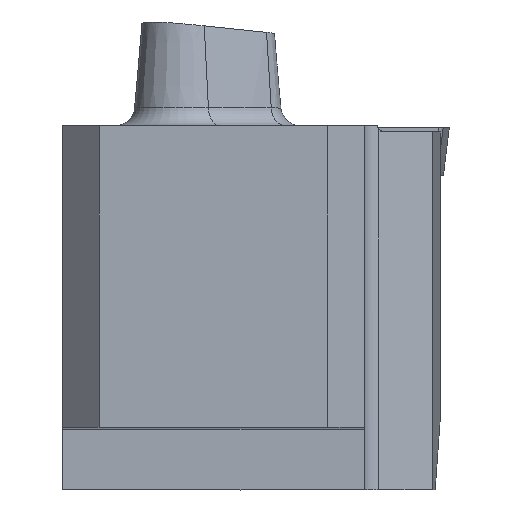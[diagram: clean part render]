
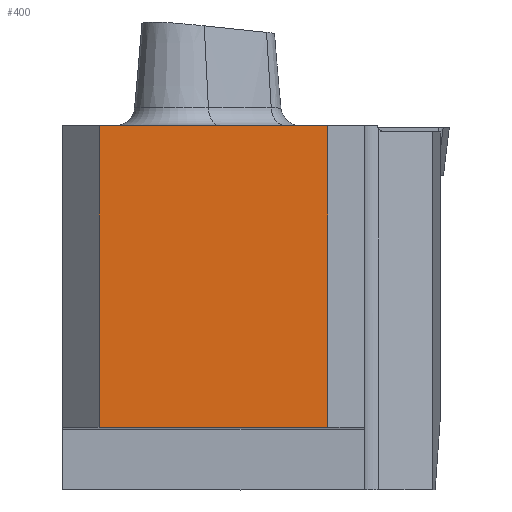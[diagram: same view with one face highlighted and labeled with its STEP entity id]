
A CAD part, top view. The second image highlights one B-rep face of the part: STEP entity #400.
In plain terms, the highlighted planar face has unit normal (0, 0, 1).
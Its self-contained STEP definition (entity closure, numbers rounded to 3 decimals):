
#400=ADVANCED_FACE('CU_BACK_SU1',(#576),#508,.F.);
#508=PLANE('',#2272);
#576=FACE_OUTER_BOUND('',#675,.T.);
#675=EDGE_LOOP('',(#951,#952,#953,#954));
#951=ORIENTED_EDGE('',*,*,#1690,.F.);
#952=ORIENTED_EDGE('',*,*,#1691,.F.);
#953=ORIENTED_EDGE('',*,*,#1692,.T.);
#954=ORIENTED_EDGE('',*,*,#1688,.T.);
#1461=VERTEX_POINT('',#3443);
#1462=VERTEX_POINT('',#3445);
#1463=VERTEX_POINT('',#3449);
#1464=VERTEX_POINT('',#3451);
#1688=EDGE_CURVE('',#1462,#1461,#1926,.T.);
#1690=EDGE_CURVE('',#1463,#1461,#1928,.T.);
#1691=EDGE_CURVE('',#1464,#1463,#1929,.T.);
#1692=EDGE_CURVE('',#1464,#1462,#1930,.T.);
#1926=LINE('',#3444,#2066);
#1928=LINE('',#3448,#2068);
#1929=LINE('',#3450,#2069);
#1930=LINE('',#3452,#2070);
#2066=VECTOR('',#2619,1.);
#2068=VECTOR('',#2623,1.);
#2069=VECTOR('',#2624,1.);
#2070=VECTOR('',#2625,1.);
#2272=AXIS2_PLACEMENT_3D('',#3453,#2626,#2627);
#2619=DIRECTION('',(1.,0.,0.));
#2623=DIRECTION('',(0.,-1.,0.));
#2624=DIRECTION('',(1.,0.,0.));
#2625=DIRECTION('',(0.,-1.,0.));
#2626=DIRECTION('',(0.,0.,-1.));
#2627=DIRECTION('',(1.,0.,0.));
#3443=CARTESIAN_POINT('',(21.925,0.,0.));
#3444=CARTESIAN_POINT('',(110.,0.,0.));
#3445=CARTESIAN_POINT('',(3.,0.,0.));
#3448=CARTESIAN_POINT('',(21.925,0.,0.));
#3449=CARTESIAN_POINT('',(21.925,24.925,0.));
#3450=CARTESIAN_POINT('',(110.,24.925,0.));
#3451=CARTESIAN_POINT('',(3.,24.925,0.));
#3452=CARTESIAN_POINT('',(3.,0.,0.));
#3453=CARTESIAN_POINT('',(-17.746,44.925,0.));
